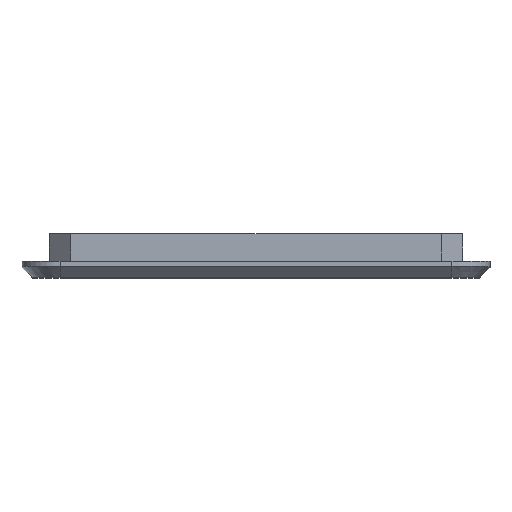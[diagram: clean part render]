
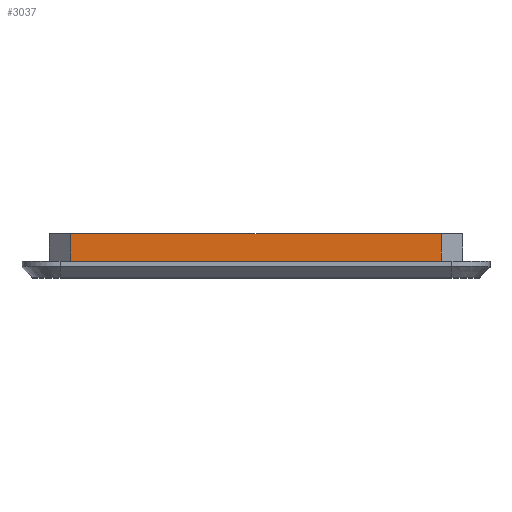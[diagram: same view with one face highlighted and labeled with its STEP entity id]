
A CAD part, top view. The second image highlights one B-rep face of the part: STEP entity #3037.
In plain terms, the highlighted planar face has unit normal (0, 0, 1).
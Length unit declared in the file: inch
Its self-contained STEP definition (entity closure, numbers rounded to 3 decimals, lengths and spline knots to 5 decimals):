
#178=FACE_OUTER_BOUND('',#348,.T.);
#348=EDGE_LOOP('',(#2301,#2302,#2303,#2304));
#564=LINE('',#4459,#825);
#579=LINE('',#4494,#840);
#592=LINE('',#4518,#853);
#599=LINE('',#4531,#860);
#825=VECTOR('',#3407,0.3937);
#840=VECTOR('',#3436,0.3937);
#853=VECTOR('',#3451,0.3937);
#860=VECTOR('',#3470,0.3937);
#1340=VERTEX_POINT('',#4457);
#1341=VERTEX_POINT('',#4458);
#1353=VERTEX_POINT('',#4492);
#1354=VERTEX_POINT('',#4493);
#1685=EDGE_CURVE('',#1340,#1341,#564,.T.);
#1702=EDGE_CURVE('',#1353,#1354,#579,.T.);
#1715=EDGE_CURVE('',#1340,#1354,#592,.T.);
#1722=EDGE_CURVE('',#1341,#1353,#599,.T.);
#2301=ORIENTED_EDGE('',*,*,#1685,.F.);
#2302=ORIENTED_EDGE('',*,*,#1715,.T.);
#2303=ORIENTED_EDGE('',*,*,#1702,.F.);
#2304=ORIENTED_EDGE('',*,*,#1722,.F.);
#2962=PLANE('',#3215);
#3037=ADVANCED_FACE('',(#178),#2962,.T.);
#3215=AXIS2_PLACEMENT_3D('',#4530,#3468,#3469);
#3407=DIRECTION('',(-1.,0.,0.));
#3436=DIRECTION('',(1.,0.,0.));
#3451=DIRECTION('',(0.,1.,0.));
#3468=DIRECTION('center_axis',(0.,0.,1.));
#3469=DIRECTION('ref_axis',(1.,0.,0.));
#3470=DIRECTION('',(0.,1.,0.));
#4457=CARTESIAN_POINT('',(0.77,0.03,0.81));
#4458=CARTESIAN_POINT('',(0.09,0.03,0.81));
#4459=CARTESIAN_POINT('',(0.09,0.03,0.81));
#4492=CARTESIAN_POINT('',(0.09,0.08,0.81));
#4493=CARTESIAN_POINT('',(0.77,0.08,0.81));
#4494=CARTESIAN_POINT('',(0.09,0.08,0.81));
#4518=CARTESIAN_POINT('',(0.77,0.,0.81));
#4530=CARTESIAN_POINT('Origin',(0.09,0.,0.81));
#4531=CARTESIAN_POINT('',(0.09,0.,0.81));
